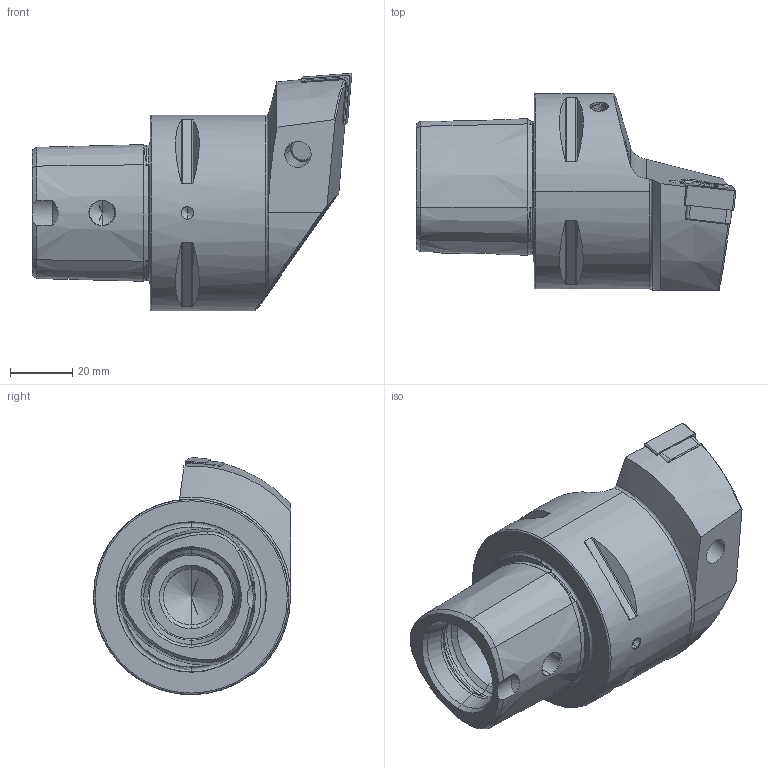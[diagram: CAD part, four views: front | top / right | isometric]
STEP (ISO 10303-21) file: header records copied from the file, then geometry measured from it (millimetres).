
FILE_DESCRIPTION (( 'STEP AP203' ), '1' );
FILE_NAME ('PS6-PCE.LLA.065.STEP', '2012-04-16T08:12:32', ( 'SwiAdmin' ), ( '' ), 'SwSTEP 2.0', 'SolidWorks 2012', '' );
FILE_SCHEMA (( 'CONFIG_CONTROL_DESIGN' ));
Length unit declared in the file: millimetre
Products named in the file (7): PS6-PCE.LLA.065; KVT_MB_600_060; WCE-ER2.101.004_A; CNMG160604; WCE-ER4.101.020_A; WCE-ER3.101.000_A; PS6-PCE.LLA.065_A
Assembly tree (6 placements, depth 2):
  PS6-PCE.LLA.065
    PS6-PCE.LLA.065_A
    WCE-ER3.101.000_A
    WCE-ER4.101.020_A
    CNMG160604
    WCE-ER2.101.004_A
    KVT_MB_600_060
Bounding box: 103 x 63.5 x 76.5 mm (x, y, z)
Volume: 169542.4 mm3; surface area: 32038.2 mm2
Topology: 7 solids, 7 shells, 324 faces, 788 edges, 470 vertices
Faces by surface type: cone 107, plane 90, cylinder 78, torus 34, bspline 13, sphere 2
Entity records: 11013 total; most frequent: CARTESIAN_POINT 3019, ORIENTED_EDGE 1538, DIRECTION 1511, EDGE_CURVE 769, AXIS2_PLACEMENT_3D 594, VERTEX_POINT 467, EDGE_LOOP 346, FACE_OUTER_BOUND 324
